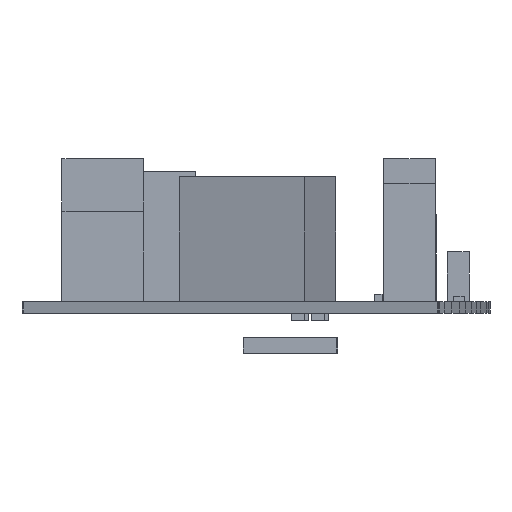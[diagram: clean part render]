
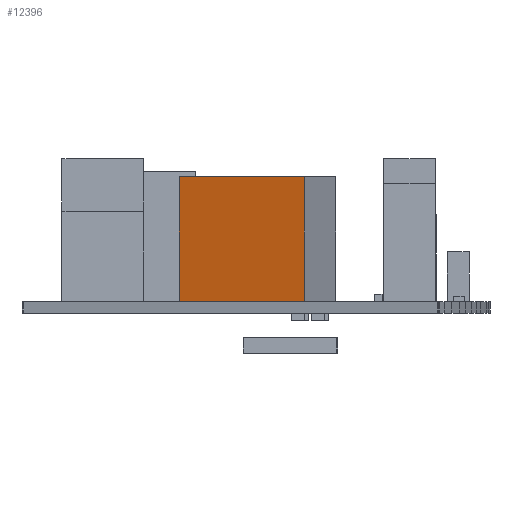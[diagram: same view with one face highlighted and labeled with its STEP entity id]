
A CAD part, left-side view. The second image highlights one B-rep face of the part: STEP entity #12396.
In plain terms, the highlighted planar face has unit normal (-0.956, 0.292, 0).
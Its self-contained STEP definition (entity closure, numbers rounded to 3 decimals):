
#12133 = EDGE_CURVE('',#12134,#12136,#12138,.T.);
#12134 = VERTEX_POINT('',#12135);
#12135 = CARTESIAN_POINT('',(-4.118,9.944,0.));
#12136 = VERTEX_POINT('',#12137);
#12137 = CARTESIAN_POINT('',(-4.118,9.944,15.875));
#12138 = SURFACE_CURVE('',#12139,(#12143,#12155),.PCURVE_S1.);
#12139 = LINE('',#12140,#12141);
#12140 = CARTESIAN_POINT('',(-4.118,9.944,0.));
#12141 = VECTOR('',#12142,1.);
#12142 = DIRECTION('',(0.,0.,1.));
#12143 = PCURVE('',#12144,#12149);
#12144 = PLANE('',#12145);
#12145 = AXIS2_PLACEMENT_3D('',#12146,#12147,#12148);
#12146 = CARTESIAN_POINT('',(-4.118,9.944,0.));
#12147 = DIRECTION('',(0.292,0.956,0.));
#12148 = DIRECTION('',(0.956,-0.292,0.));
#12149 = DEFINITIONAL_REPRESENTATION('',(#12150),#12154);
#12150 = LINE('',#12151,#12152);
#12151 = CARTESIAN_POINT('',(0.,0.));
#12152 = VECTOR('',#12153,1.);
#12153 = DIRECTION('',(0.,-1.));
#12154 = ( GEOMETRIC_REPRESENTATION_CONTEXT(2) 
PARAMETRIC_REPRESENTATION_CONTEXT() REPRESENTATION_CONTEXT('2D SPACE',''
  ) );
#12155 = PCURVE('',#12156,#12161);
#12156 = PLANE('',#12157);
#12157 = AXIS2_PLACEMENT_3D('',#12158,#12159,#12160);
#12158 = CARTESIAN_POINT('',(-8.975,-5.942,0.));
#12159 = DIRECTION('',(-0.956,0.292,0.));
#12160 = DIRECTION('',(0.292,0.956,0.));
#12161 = DEFINITIONAL_REPRESENTATION('',(#12162),#12166);
#12162 = LINE('',#12163,#12164);
#12163 = CARTESIAN_POINT('',(16.612,0.));
#12164 = VECTOR('',#12165,1.);
#12165 = DIRECTION('',(0.,-1.));
#12166 = ( GEOMETRIC_REPRESENTATION_CONTEXT(2) 
PARAMETRIC_REPRESENTATION_CONTEXT() REPRESENTATION_CONTEXT('2D SPACE',''
  ) );
#12184 = PLANE('',#12185);
#12185 = AXIS2_PLACEMENT_3D('',#12186,#12187,#12188);
#12186 = CARTESIAN_POINT('',(-4.118,9.944,15.875));
#12187 = DIRECTION('',(0.,0.,1.));
#12188 = DIRECTION('',(1.,0.,0.));
#12238 = PLANE('',#12239);
#12239 = AXIS2_PLACEMENT_3D('',#12240,#12241,#12242);
#12240 = CARTESIAN_POINT('',(-4.118,9.944,0.));
#12241 = DIRECTION('',(0.,0.,1.));
#12242 = DIRECTION('',(1.,0.,0.));
#12293 = PLANE('',#12294);
#12294 = AXIS2_PLACEMENT_3D('',#12295,#12296,#12297);
#12295 = CARTESIAN_POINT('',(4.118,-9.944,0.));
#12296 = DIRECTION('',(-0.292,-0.956,0.));
#12297 = DIRECTION('',(-0.956,0.292,0.));
#12331 = VERTEX_POINT('',#12332);
#12332 = CARTESIAN_POINT('',(-8.975,-5.942,15.875));
#12353 = EDGE_CURVE('',#12354,#12331,#12356,.T.);
#12354 = VERTEX_POINT('',#12355);
#12355 = CARTESIAN_POINT('',(-8.975,-5.942,0.));
#12356 = SURFACE_CURVE('',#12357,(#12361,#12368),.PCURVE_S1.);
#12357 = LINE('',#12358,#12359);
#12358 = CARTESIAN_POINT('',(-8.975,-5.942,0.));
#12359 = VECTOR('',#12360,1.);
#12360 = DIRECTION('',(0.,0.,1.));
#12361 = PCURVE('',#12293,#12362);
#12362 = DEFINITIONAL_REPRESENTATION('',(#12363),#12367);
#12363 = LINE('',#12364,#12365);
#12364 = CARTESIAN_POINT('',(13.691,0.));
#12365 = VECTOR('',#12366,1.);
#12366 = DIRECTION('',(0.,-1.));
#12367 = ( GEOMETRIC_REPRESENTATION_CONTEXT(2) 
PARAMETRIC_REPRESENTATION_CONTEXT() REPRESENTATION_CONTEXT('2D SPACE',''
  ) );
#12368 = PCURVE('',#12156,#12369);
#12369 = DEFINITIONAL_REPRESENTATION('',(#12370),#12374);
#12370 = LINE('',#12371,#12372);
#12371 = CARTESIAN_POINT('',(0.,0.));
#12372 = VECTOR('',#12373,1.);
#12373 = DIRECTION('',(0.,-1.));
#12374 = ( GEOMETRIC_REPRESENTATION_CONTEXT(2) 
PARAMETRIC_REPRESENTATION_CONTEXT() REPRESENTATION_CONTEXT('2D SPACE',''
  ) );
#12396 = ADVANCED_FACE('',(#12397),#12156,.T.);
#12397 = FACE_BOUND('',#12398,.T.);
#12398 = EDGE_LOOP('',(#12399,#12400,#12421,#12422));
#12399 = ORIENTED_EDGE('',*,*,#12353,.T.);
#12400 = ORIENTED_EDGE('',*,*,#12401,.T.);
#12401 = EDGE_CURVE('',#12331,#12136,#12402,.T.);
#12402 = SURFACE_CURVE('',#12403,(#12407,#12414),.PCURVE_S1.);
#12403 = LINE('',#12404,#12405);
#12404 = CARTESIAN_POINT('',(-8.975,-5.942,15.875));
#12405 = VECTOR('',#12406,1.);
#12406 = DIRECTION('',(0.292,0.956,0.));
#12407 = PCURVE('',#12156,#12408);
#12408 = DEFINITIONAL_REPRESENTATION('',(#12409),#12413);
#12409 = LINE('',#12410,#12411);
#12410 = CARTESIAN_POINT('',(0.,-15.875));
#12411 = VECTOR('',#12412,1.);
#12412 = DIRECTION('',(1.,0.));
#12413 = ( GEOMETRIC_REPRESENTATION_CONTEXT(2) 
PARAMETRIC_REPRESENTATION_CONTEXT() REPRESENTATION_CONTEXT('2D SPACE',''
  ) );
#12414 = PCURVE('',#12184,#12415);
#12415 = DEFINITIONAL_REPRESENTATION('',(#12416),#12420);
#12416 = LINE('',#12417,#12418);
#12417 = CARTESIAN_POINT('',(-4.857,-15.886));
#12418 = VECTOR('',#12419,1.);
#12419 = DIRECTION('',(0.292,0.956));
#12420 = ( GEOMETRIC_REPRESENTATION_CONTEXT(2) 
PARAMETRIC_REPRESENTATION_CONTEXT() REPRESENTATION_CONTEXT('2D SPACE',''
  ) );
#12421 = ORIENTED_EDGE('',*,*,#12133,.F.);
#12422 = ORIENTED_EDGE('',*,*,#12423,.F.);
#12423 = EDGE_CURVE('',#12354,#12134,#12424,.T.);
#12424 = SURFACE_CURVE('',#12425,(#12429,#12436),.PCURVE_S1.);
#12425 = LINE('',#12426,#12427);
#12426 = CARTESIAN_POINT('',(-8.975,-5.942,0.));
#12427 = VECTOR('',#12428,1.);
#12428 = DIRECTION('',(0.292,0.956,0.));
#12429 = PCURVE('',#12156,#12430);
#12430 = DEFINITIONAL_REPRESENTATION('',(#12431),#12435);
#12431 = LINE('',#12432,#12433);
#12432 = CARTESIAN_POINT('',(0.,0.));
#12433 = VECTOR('',#12434,1.);
#12434 = DIRECTION('',(1.,0.));
#12435 = ( GEOMETRIC_REPRESENTATION_CONTEXT(2) 
PARAMETRIC_REPRESENTATION_CONTEXT() REPRESENTATION_CONTEXT('2D SPACE',''
  ) );
#12436 = PCURVE('',#12238,#12437);
#12437 = DEFINITIONAL_REPRESENTATION('',(#12438),#12442);
#12438 = LINE('',#12439,#12440);
#12439 = CARTESIAN_POINT('',(-4.857,-15.886));
#12440 = VECTOR('',#12441,1.);
#12441 = DIRECTION('',(0.292,0.956));
#12442 = ( GEOMETRIC_REPRESENTATION_CONTEXT(2) 
PARAMETRIC_REPRESENTATION_CONTEXT() REPRESENTATION_CONTEXT('2D SPACE',''
  ) );
